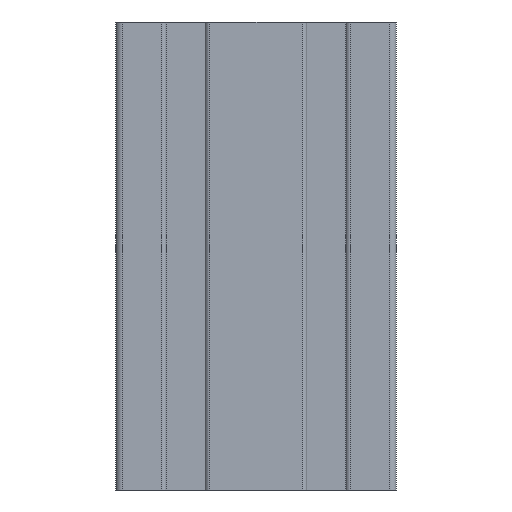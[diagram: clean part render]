
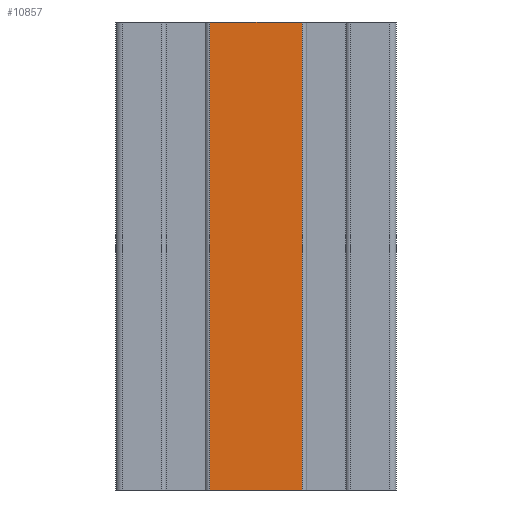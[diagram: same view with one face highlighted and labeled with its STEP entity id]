
A CAD part, front view. The second image highlights one B-rep face of the part: STEP entity #10857.
In plain terms, the highlighted planar face has unit normal (0, -1, 0).
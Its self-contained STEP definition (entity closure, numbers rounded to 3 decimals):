
#127 = DIRECTION ( 'NONE',  ( 0., 0., 1. ) ) ;
#782 = DIRECTION ( 'NONE',  ( 1., 0., 0. ) ) ;
#1744 = LINE ( 'NONE', #9491, #4441 ) ;
#1756 = ORIENTED_EDGE ( 'NONE', *, *, #12736, .F. ) ;
#2045 = FACE_OUTER_BOUND ( 'NONE', #7601, .T. ) ;
#2075 = LINE ( 'NONE', #16335, #2212 ) ;
#2105 = VERTEX_POINT ( 'NONE', #4320 ) ;
#2212 = VECTOR ( 'NONE', #782, 1000. ) ;
#3260 = LINE ( 'NONE', #5043, #5127 ) ;
#3578 = EDGE_CURVE ( 'NONE', #2105, #12875, #1744, .T. ) ;
#4320 = CARTESIAN_POINT ( 'NONE',  ( 119.45, -25.3, -100. ) ) ;
#4441 = VECTOR ( 'NONE', #13853, 1000. ) ;
#5043 = CARTESIAN_POINT ( 'NONE',  ( 139.149, -25.3, -100. ) ) ;
#5127 = VECTOR ( 'NONE', #9326, 1000. ) ;
#6172 = ORIENTED_EDGE ( 'NONE', *, *, #14860, .F. ) ;
#7601 = EDGE_LOOP ( 'NONE', ( #6172, #1756, #17765, #16750 ) ) ;
#8472 = VECTOR ( 'NONE', #127, 1000. ) ;
#9220 = AXIS2_PLACEMENT_3D ( 'NONE', #13155, #11279, #17334 ) ;
#9326 = DIRECTION ( 'NONE',  ( 0., 0., 1. ) ) ;
#9491 = CARTESIAN_POINT ( 'NONE',  ( 119.45, -25.3, -100. ) ) ;
#10857 = ADVANCED_FACE ( 'NONE', ( #2045 ), #14155, .T. ) ;
#11279 = DIRECTION ( 'NONE',  ( 0., -1., 0. ) ) ;
#11801 = VERTEX_POINT ( 'NONE', #16858 ) ;
#12736 = EDGE_CURVE ( 'NONE', #2105, #11801, #13729, .T. ) ;
#12875 = VERTEX_POINT ( 'NONE', #15508 ) ;
#13021 = CARTESIAN_POINT ( 'NONE',  ( 139.149, -25.3, 0. ) ) ;
#13155 = CARTESIAN_POINT ( 'NONE',  ( 119.45, -25.3, -100. ) ) ;
#13729 = LINE ( 'NONE', #16516, #8472 ) ;
#13853 = DIRECTION ( 'NONE',  ( 1., 0., 0. ) ) ;
#14155 = PLANE ( 'NONE',  #9220 ) ;
#14860 = EDGE_CURVE ( 'NONE', #11801, #15714, #2075, .T. ) ;
#15508 = CARTESIAN_POINT ( 'NONE',  ( 139.149, -25.3, -100. ) ) ;
#15714 = VERTEX_POINT ( 'NONE', #13021 ) ;
#16335 = CARTESIAN_POINT ( 'NONE',  ( 119.45, -25.3, 0. ) ) ;
#16353 = EDGE_CURVE ( 'NONE', #12875, #15714, #3260, .T. ) ;
#16516 = CARTESIAN_POINT ( 'NONE',  ( 119.45, -25.3, -100. ) ) ;
#16750 = ORIENTED_EDGE ( 'NONE', *, *, #16353, .T. ) ;
#16858 = CARTESIAN_POINT ( 'NONE',  ( 119.45, -25.3, 0. ) ) ;
#17334 = DIRECTION ( 'NONE',  ( 1., 0., 0. ) ) ;
#17765 = ORIENTED_EDGE ( 'NONE', *, *, #3578, .T. ) ;
